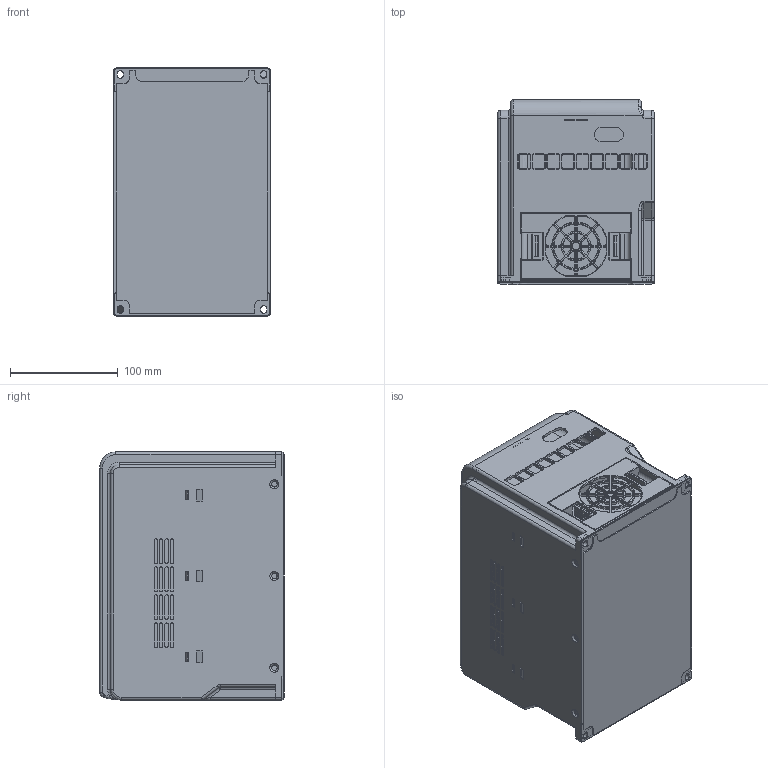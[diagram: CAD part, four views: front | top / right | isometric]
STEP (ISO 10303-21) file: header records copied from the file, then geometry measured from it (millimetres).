
FILE_DESCRIPTION (( 'STEP AP203' ), '1' );
FILE_NAME ('À150_ãàáàðèò 3.STEP', '2023-08-24T12:29:08', ( '' ), ( '' ), 'SwSTEP 2.0', 'SolidWorks 2022', '' );
FILE_SCHEMA (( 'CONFIG_CONTROL_DESIGN' ));
Length unit declared in the file: millimetre
Products named in the file (1): А150_габарит 3
Bounding box: 145 x 171.18 x 230 mm (x, y, z)
Volume: 5137281 mm3; surface area: 330899.1 mm2
Topology: 1 solids, 20 shells, 2477 faces, 6505 edges, 4084 vertices
Faces by surface type: plane 1308, cylinder 778, torus 258, bspline 81, sphere 32, cone 20
Entity records: 80208 total; most frequent: CARTESIAN_POINT 18455, ORIENTED_EDGE 12922, DIRECTION 12917, EDGE_CURVE 6461, AXIS2_PLACEMENT_3D 4376, LINE 4165, VECTOR 4165, VERTEX_POINT 4084
